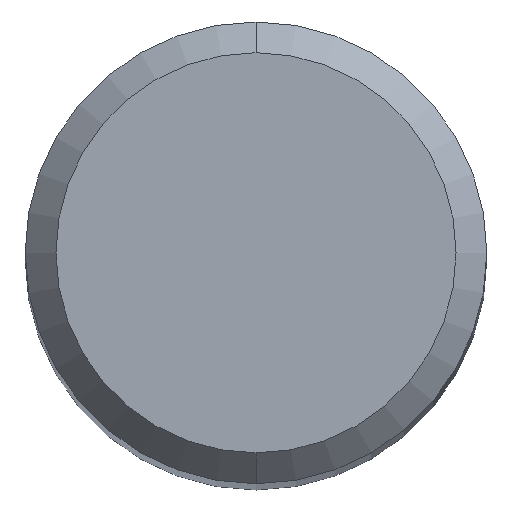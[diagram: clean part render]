
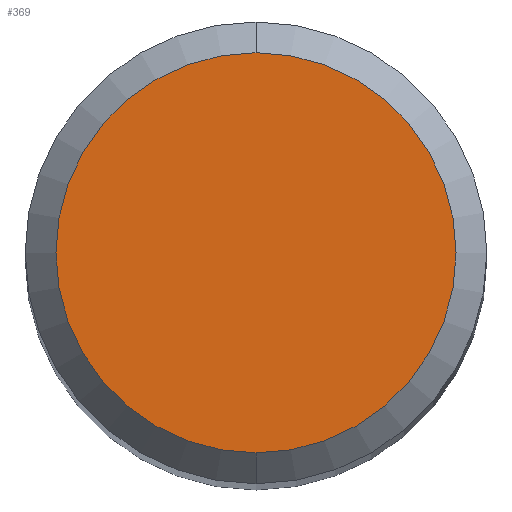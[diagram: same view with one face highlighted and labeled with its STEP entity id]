
A CAD part, top view. The second image highlights one B-rep face of the part: STEP entity #369.
In plain terms, the highlighted planar face has unit normal (0, 0, 1).
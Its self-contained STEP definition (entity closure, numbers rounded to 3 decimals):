
#237=EDGE_CURVE('',#365,#457,#548,.T.);
#365=VERTEX_POINT('',#689);
#369=ADVANCED_FACE('',(#693),#694,.T.);
#441=EDGE_CURVE('',#457,#365,#777,.T.);
#457=VERTEX_POINT('',#793);
#548=CIRCLE('',#957,2.6);
#689=CARTESIAN_POINT('',(0.,-2.6,0.0));
#693=FACE_OUTER_BOUND('',#1225,.T.);
#694=PLANE('',#1226);
#777=CIRCLE('',#1398,2.6);
#793=CARTESIAN_POINT('',(0.0,2.6,0.0));
#957=AXIS2_PLACEMENT_3D('',#1497,#1498,#1499);
#1225=EDGE_LOOP('',(#1661,#1662));
#1226=AXIS2_PLACEMENT_3D('',#1663,#1664,#1665);
#1398=AXIS2_PLACEMENT_3D('',#1785,#1786,#1787);
#1497=CARTESIAN_POINT('',(0.0,0.0,0.0));
#1498=DIRECTION('',(0.0,0.0,-1.0));
#1499=DIRECTION('',(0.0,1.0,0.0));
#1661=ORIENTED_EDGE('',*,*,#441,.F.);
#1662=ORIENTED_EDGE('',*,*,#237,.F.);
#1663=CARTESIAN_POINT('',(0.0,1.3,0.0));
#1664=DIRECTION('',(-0.0,0.0,1.0));
#1665=DIRECTION('',(0.0,-1.0,0.0));
#1785=CARTESIAN_POINT('',(0.0,0.0,0.0));
#1786=DIRECTION('',(0.0,0.0,-1.0));
#1787=DIRECTION('',(0.0,1.0,0.0));
